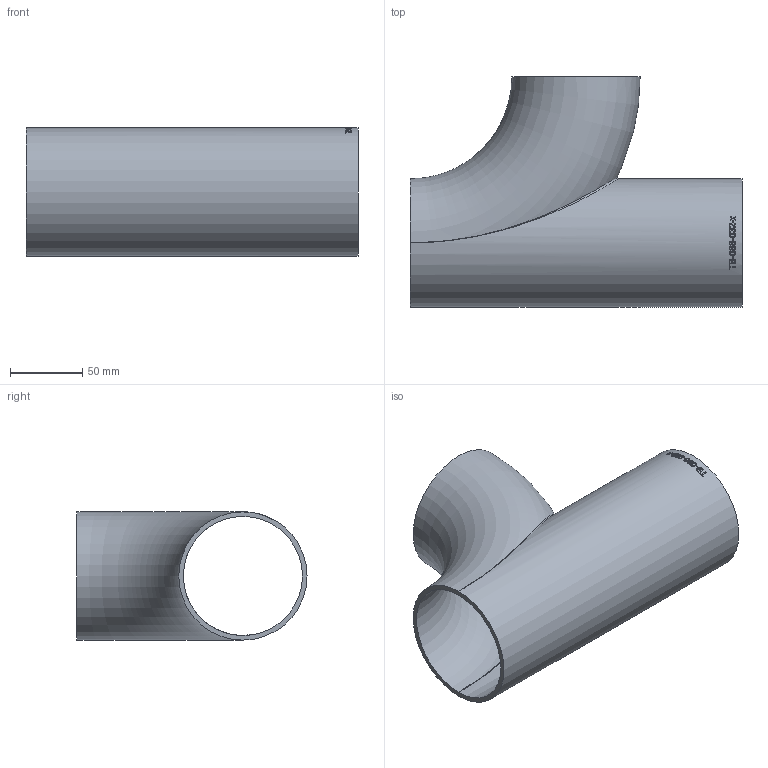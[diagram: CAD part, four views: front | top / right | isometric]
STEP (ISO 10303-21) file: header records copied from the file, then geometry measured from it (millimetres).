
FILE_DESCRIPTION (( 'STEP AP214' ), '1' );
FILE_NAME ('TB-088-032-x T-Bogen 2005.STEP', '2020-05-18T12:02:46', ( '' ), ( '' ), 'SwSTEP 2.0', 'SolidWorks 2019', '' );
FILE_SCHEMA (( 'AUTOMOTIVE_DESIGN' ));
Length unit declared in the file: millimetre
Products named in the file (1): TB-088-032-x T-Bogen 2005
Bounding box: 230 x 159.45 x 88.9 mm (x, y, z)
Volume: 252352.4 mm3; surface area: 160737.8 mm2
Topology: 1 solids, 1 shells, 166 faces, 434 edges, 284 vertices
Faces by surface type: bspline 103, plane 39, cylinder 22, torus 2
Full cylindrical faces by diameter (mm): 82.5 x1, 88.9 x1
Entity records: 25049 total; most frequent: CARTESIAN_POINT 20240, ORIENTED_EDGE 840, EDGE_CURVE 420, B_SPLINE_CURVE_WITH_KNOTS 312, DIRECTION 288, VERTEX_POINT 280, EDGE_LOOP 192, FACE_OUTER_BOUND 169
